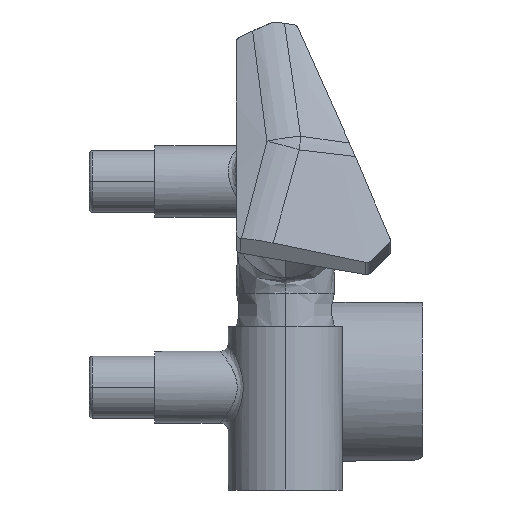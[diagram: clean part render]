
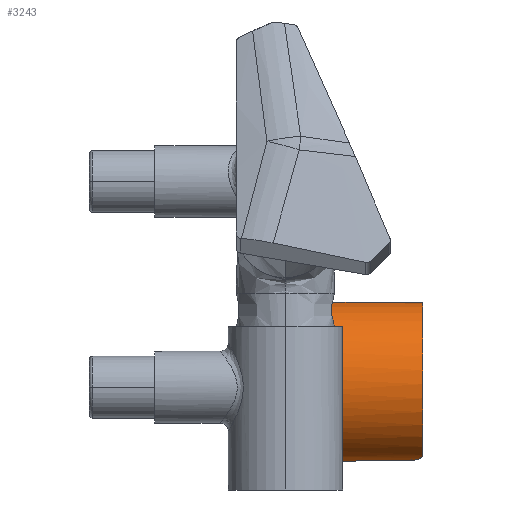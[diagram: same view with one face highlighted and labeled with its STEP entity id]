
A CAD part, left-side view. The second image highlights one B-rep face of the part: STEP entity #3243.
In plain terms, the highlighted cylindrical face has radius 5 mm (diameter 10 mm), a partial arc.
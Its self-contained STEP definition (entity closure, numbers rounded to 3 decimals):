
#627=CARTESIAN_POINT('',(9.5,0.,-12.4));
#628=DIRECTION('',(0.,-1.,0.));
#629=DIRECTION('',(0.,0.,-1.));
#630=AXIS2_PLACEMENT_3D('',#627,#628,#629);
#646=CARTESIAN_POINT('',(7.727,-7.728,-17.075));
#647=CARTESIAN_POINT('',(7.724,-7.819,-17.074));
#648=CARTESIAN_POINT('',(7.684,-7.985,-17.059));
#649=CARTESIAN_POINT('',(7.532,-8.21,-16.998));
#650=CARTESIAN_POINT('',(7.304,-8.362,-16.895));
#651=CARTESIAN_POINT('',(7.125,-8.4,-16.801));
#652=CARTESIAN_POINT('',(7.028,-8.4,-16.746));
#654=CARTESIAN_POINT('',(8.,-1.,-17.17));
#655=CARTESIAN_POINT('',(7.909,-3.243,-17.141));
#656=CARTESIAN_POINT('',(7.818,-5.486,-17.11));
#657=CARTESIAN_POINT('',(7.727,-7.728,-17.075));
#659=CARTESIAN_POINT('',(9.5,-1.,-12.4));
#660=DIRECTION('',(0.,1.,0.));
#661=DIRECTION('',(-0.3,0.,-0.954));
#662=AXIS2_PLACEMENT_3D('',#659,#660,#661);
#664=CARTESIAN_POINT('',(9.5,-1.,-12.4));
#665=DIRECTION('',(0.,1.,0.));
#666=DIRECTION('',(0.3,0.,-0.954));
#667=AXIS2_PLACEMENT_3D('',#664,#665,#666);
#669=CARTESIAN_POINT('',(11.273,-7.728,-17.075));
#670=CARTESIAN_POINT('',(11.182,-5.486,-17.11));
#671=CARTESIAN_POINT('',(11.091,-3.243,-17.141));
#672=CARTESIAN_POINT('',(11.,-1.,-17.17));
#674=CARTESIAN_POINT('',(11.972,-8.4,-16.746));
#675=CARTESIAN_POINT('',(11.875,-8.4,-16.801));
#676=CARTESIAN_POINT('',(11.696,-8.362,-16.895));
#677=CARTESIAN_POINT('',(11.468,-8.21,-16.998));
#678=CARTESIAN_POINT('',(11.316,-7.985,-17.059));
#679=CARTESIAN_POINT('',(11.276,-7.819,-17.074));
#680=CARTESIAN_POINT('',(11.273,-7.728,-17.075));
#682=CARTESIAN_POINT('',(9.5,-8.4,-12.4));
#683=DIRECTION('',(0.,-1.,0.));
#684=DIRECTION('',(0.494,0.,-0.869));
#685=AXIS2_PLACEMENT_3D('',#682,#683,#684);
#761=DIRECTION('',(0.,1.,0.));
#762=VECTOR('',#761,1.);
#763=CARTESIAN_POINT('',(9.5,-1.,-17.4));
#764=LINE('',#763,#762);
#876=DIRECTION('',(0.,-1.,0.));
#877=VECTOR('',#876,1.);
#878=CARTESIAN_POINT('',(9.5,0.,-7.4));
#879=LINE('',#878,#877);
#1854=CARTESIAN_POINT('',(9.5,0.,-17.4));
#1855=CARTESIAN_POINT('',(9.5,0.,-7.4));
#1856=VERTEX_POINT('',#1854);
#1857=VERTEX_POINT('',#1855);
#1858=CARTESIAN_POINT('',(9.5,-1.,-7.4));
#1859=VERTEX_POINT('',#1858);
#1932=CARTESIAN_POINT('',(11.,-1.,-17.17));
#1933=CARTESIAN_POINT('',(9.5,-1.,-17.4));
#1934=VERTEX_POINT('',#1932);
#1935=VERTEX_POINT('',#1933);
#1937=CARTESIAN_POINT('',(8.,-1.,-17.17));
#1939=VERTEX_POINT('',#1937);
#1944=CARTESIAN_POINT('',(7.727,-7.728,
-17.075));
#1945=VERTEX_POINT('',#1944);
#1946=VERTEX_POINT('',#652);
#1947=VERTEX_POINT('',#674);
#1948=VERTEX_POINT('',#680);
#3217=CARTESIAN_POINT('',(9.5,-23.728,-12.4));
#3218=DIRECTION('',(0.,1.,0.));
#3219=DIRECTION('',(1.,0.,0.));
#3220=AXIS2_PLACEMENT_3D('',#3217,#3218,#3219);
#3221=CYLINDRICAL_SURFACE('',#3220,5.);
#3223=ORIENTED_EDGE('',*,*,#3222,.F.);
#3225=ORIENTED_EDGE('',*,*,#3224,.F.);
#3227=ORIENTED_EDGE('',*,*,#3226,.T.);
#3229=ORIENTED_EDGE('',*,*,#3228,.F.);
#3230=ORIENTED_EDGE('',*,*,#3198,.F.);
#3232=ORIENTED_EDGE('',*,*,#3231,.F.);
#3234=ORIENTED_EDGE('',*,*,#3233,.F.);
#3236=ORIENTED_EDGE('',*,*,#3235,.F.);
#3238=ORIENTED_EDGE('',*,*,#3237,.F.);
#3240=ORIENTED_EDGE('',*,*,#3239,.T.);
#3241=EDGE_LOOP('',(#3223,#3225,#3227,#3229,#3230,#3232,#3234,#3236,#3238,
#3240));
#3242=FACE_OUTER_BOUND('',#3241,.F.);
#3243=ADVANCED_FACE('',(#3242),#3221,.T.);
#631=CIRCLE('',#630,5.);
#653=B_SPLINE_CURVE_WITH_KNOTS('',3,(#646,#647,#648,#649,#650,#651,#652),
.UNSPECIFIED.,.F.,.F.,(4,1,1,1,4),(0.,0.25,0.5,0.75,1.),
.UNSPECIFIED.);
#658=B_SPLINE_CURVE_WITH_KNOTS('',3,(#654,#655,#656,#657),.UNSPECIFIED.,.F.,.F.,
(4,4),(0.,1.),.UNSPECIFIED.);
#663=CIRCLE('',#662,5.);
#668=CIRCLE('',#667,5.);
#673=B_SPLINE_CURVE_WITH_KNOTS('',3,(#669,#670,#671,#672),.UNSPECIFIED.,.F.,.F.,
(4,4),(0.,1.),.UNSPECIFIED.);
#681=B_SPLINE_CURVE_WITH_KNOTS('',3,(#674,#675,#676,#677,#678,#679,#680),
.UNSPECIFIED.,.F.,.F.,(4,1,1,1,4),(0.,0.25,0.5,0.75,1.),
.UNSPECIFIED.);
#686=CIRCLE('',#685,5.);
#3198=EDGE_CURVE('',#1856,#1857,#631,.T.);
#3222=EDGE_CURVE('',#1945,#1946,#653,.T.);
#3224=EDGE_CURVE('',#1939,#1945,#658,.T.);
#3226=EDGE_CURVE('',#1939,#1859,#663,.T.);
#3228=EDGE_CURVE('',#1857,#1859,#879,.T.);
#3231=EDGE_CURVE('',#1935,#1856,#764,.T.);
#3233=EDGE_CURVE('',#1934,#1935,#668,.T.);
#3235=EDGE_CURVE('',#1948,#1934,#673,.T.);
#3237=EDGE_CURVE('',#1947,#1948,#681,.T.);
#3239=EDGE_CURVE('',#1947,#1946,#686,.T.);
